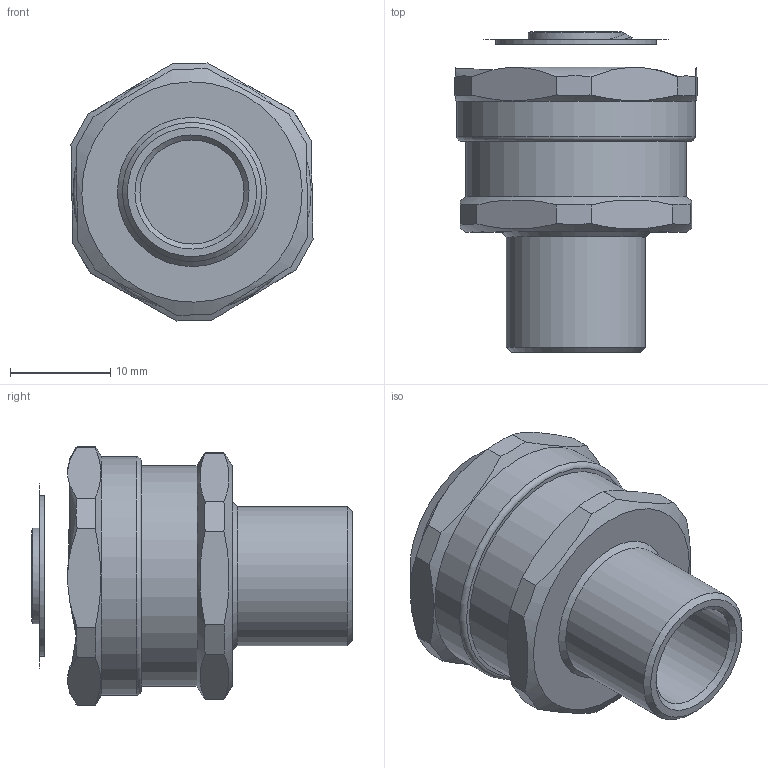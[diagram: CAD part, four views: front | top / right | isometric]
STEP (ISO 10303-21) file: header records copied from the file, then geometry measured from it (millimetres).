
FILE_DESCRIPTION(/* description */ (''),/* implementation_level */ '2;1');
FILE_NAME(/* name */ '',/* time_stamp */ '2025-06-27T10:16:52+07:00',/* author */ ('zeta-72'),/* organization */ (''),/* preprocessor_version */ 'ST-DEVELOPER v19.2',/* originating_system */ 'Autodesk Inventor 2024',/* authorisation */ '');
FILE_SCHEMA (('AUTOMOTIVE_DESIGN { 1 0 10303 214 3 1 1 }'));
Length unit declared in the file: millimetre
Products named in the file (1): Сборка МВВ-М1
2-МР10_Упростить_1
Bounding box: 24.17 x 32 x 25.77 mm (x, y, z)
Volume: 8767.1 mm3; surface area: 3268.1 mm2
Topology: 1 solids, 1 shells, 53 faces, 130 edges, 85 vertices
Faces by surface type: plane 32, cylinder 9, cone 8, bspline 2, torus 2
Full cylindrical faces by diameter (mm): 8 x1, 10.4 x1, 13.9 x1, 16 x1, 22 x1, 23.8 x1
Entity records: 1788 total; most frequent: CARTESIAN_POINT 559, ORIENTED_EDGE 260, DIRECTION 205, EDGE_CURVE 130, VERTEX_POINT 85, AXIS2_PLACEMENT_3D 83, EDGE_LOOP 59, FACE_OUTER_BOUND 53
